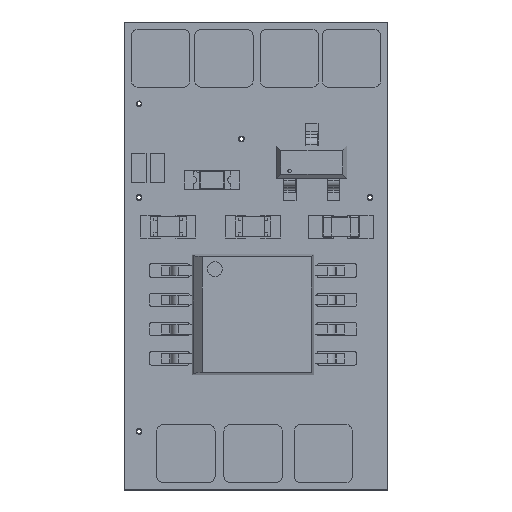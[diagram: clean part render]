
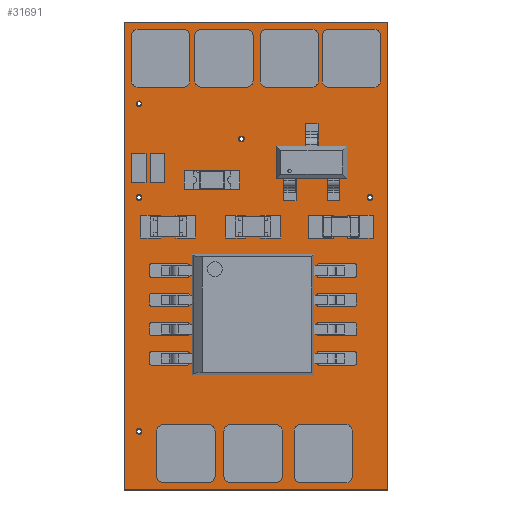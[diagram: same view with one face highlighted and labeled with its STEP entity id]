
A CAD part, top view. The second image highlights one B-rep face of the part: STEP entity #31691.
In plain terms, the highlighted planar face has unit normal (0, 0, 1).
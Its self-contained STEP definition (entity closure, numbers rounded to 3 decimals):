
#562=FACE_BOUND('',#5050,.T.);
#563=FACE_BOUND('',#5051,.T.);
#564=FACE_BOUND('',#5052,.T.);
#565=FACE_BOUND('',#5053,.T.);
#566=FACE_BOUND('',#5054,.T.);
#567=FACE_BOUND('',#5055,.T.);
#568=FACE_BOUND('',#5056,.T.);
#1716=PLANE('',#33985);
#3291=FACE_OUTER_BOUND('',#5049,.T.);
#5049=EDGE_LOOP('',(#28414,#28415,#28416,#28417));
#5050=EDGE_LOOP('',(#28418));
#5051=EDGE_LOOP('',(#28419));
#5052=EDGE_LOOP('',(#28420));
#5053=EDGE_LOOP('',(#28421));
#5054=EDGE_LOOP('',(#28422));
#5055=EDGE_LOOP('',(#28423));
#5056=EDGE_LOOP('',(#28424));
#8663=LINE('',#50337,#12569);
#8666=LINE('',#50343,#12572);
#8669=LINE('',#50349,#12575);
#8672=LINE('',#50353,#12578);
#12569=VECTOR('',#41180,10.);
#12572=VECTOR('',#41185,10.);
#12575=VECTOR('',#41190,10.);
#12578=VECTOR('',#41195,10.);
#13615=CIRCLE('',#33962,0.127);
#13617=CIRCLE('',#33965,0.127);
#13619=CIRCLE('',#33968,0.127);
#13621=CIRCLE('',#33971,0.127);
#13623=CIRCLE('',#33974,0.127);
#13625=CIRCLE('',#33977,0.127);
#13627=CIRCLE('',#33980,0.127);
#16183=VERTEX_POINT('',#50291);
#16185=VERTEX_POINT('',#50297);
#16187=VERTEX_POINT('',#50303);
#16189=VERTEX_POINT('',#50309);
#16191=VERTEX_POINT('',#50315);
#16193=VERTEX_POINT('',#50321);
#16195=VERTEX_POINT('',#50327);
#16198=VERTEX_POINT('',#50334);
#16199=VERTEX_POINT('',#50336);
#16201=VERTEX_POINT('',#50342);
#16203=VERTEX_POINT('',#50348);
#20330=EDGE_CURVE('',#16183,#16183,#13615,.T.);
#20333=EDGE_CURVE('',#16185,#16185,#13617,.T.);
#20336=EDGE_CURVE('',#16187,#16187,#13619,.T.);
#20339=EDGE_CURVE('',#16189,#16189,#13621,.T.);
#20342=EDGE_CURVE('',#16191,#16191,#13623,.T.);
#20345=EDGE_CURVE('',#16193,#16193,#13625,.T.);
#20348=EDGE_CURVE('',#16195,#16195,#13627,.T.);
#20351=EDGE_CURVE('',#16199,#16198,#8663,.T.);
#20354=EDGE_CURVE('',#16201,#16199,#8666,.T.);
#20357=EDGE_CURVE('',#16203,#16201,#8669,.T.);
#20360=EDGE_CURVE('',#16198,#16203,#8672,.T.);
#28414=ORIENTED_EDGE('',*,*,#20360,.T.);
#28415=ORIENTED_EDGE('',*,*,#20357,.T.);
#28416=ORIENTED_EDGE('',*,*,#20354,.T.);
#28417=ORIENTED_EDGE('',*,*,#20351,.T.);
#28418=ORIENTED_EDGE('',*,*,#20330,.T.);
#28419=ORIENTED_EDGE('',*,*,#20333,.T.);
#28420=ORIENTED_EDGE('',*,*,#20336,.T.);
#28421=ORIENTED_EDGE('',*,*,#20339,.T.);
#28422=ORIENTED_EDGE('',*,*,#20342,.T.);
#28423=ORIENTED_EDGE('',*,*,#20345,.T.);
#28424=ORIENTED_EDGE('',*,*,#20348,.T.);
#31691=ADVANCED_FACE('',(#3291,#562,#563,#564,#565,#566,#567,#568),#1716,
 .T.);
#33962=AXIS2_PLACEMENT_3D('',#50293,#41132,#41133);
#33965=AXIS2_PLACEMENT_3D('',#50299,#41139,#41140);
#33968=AXIS2_PLACEMENT_3D('',#50305,#41146,#41147);
#33971=AXIS2_PLACEMENT_3D('',#50311,#41153,#41154);
#33974=AXIS2_PLACEMENT_3D('',#50317,#41160,#41161);
#33977=AXIS2_PLACEMENT_3D('',#50323,#41167,#41168);
#33980=AXIS2_PLACEMENT_3D('',#50329,#41174,#41175);
#33985=AXIS2_PLACEMENT_3D('',#50354,#41196,#41197);
#41132=DIRECTION('center_axis',(0.,0.,-1.));
#41133=DIRECTION('ref_axis',(1.,0.,0.));
#41139=DIRECTION('center_axis',(0.,0.,-1.));
#41140=DIRECTION('ref_axis',(1.,0.,0.));
#41146=DIRECTION('center_axis',(0.,0.,-1.));
#41147=DIRECTION('ref_axis',(1.,0.,0.));
#41153=DIRECTION('center_axis',(0.,0.,-1.));
#41154=DIRECTION('ref_axis',(1.,0.,0.));
#41160=DIRECTION('center_axis',(0.,0.,-1.));
#41161=DIRECTION('ref_axis',(1.,0.,0.));
#41167=DIRECTION('center_axis',(0.,0.,-1.));
#41168=DIRECTION('ref_axis',(1.,0.,0.));
#41174=DIRECTION('center_axis',(0.,0.,-1.));
#41175=DIRECTION('ref_axis',(1.,0.,0.));
#41180=DIRECTION('',(-1.,0.,0.));
#41185=DIRECTION('',(0.,1.,0.));
#41190=DIRECTION('',(1.,0.,0.));
#41195=DIRECTION('',(0.,-1.,0.));
#41196=DIRECTION('center_axis',(0.,0.,1.));
#41197=DIRECTION('ref_axis',(1.,0.,0.));
#50291=CARTESIAN_POINT('',(4.953,6.35,0.08));
#50293=CARTESIAN_POINT('Origin',(5.08,6.35,0.08));
#50297=CARTESIAN_POINT('',(1.27,2.54,0.08));
#50299=CARTESIAN_POINT('Origin',(1.397,2.54,0.08));
#50303=CARTESIAN_POINT('',(1.27,12.7,0.08));
#50305=CARTESIAN_POINT('Origin',(1.397,12.7,0.08));
#50309=CARTESIAN_POINT('',(7.62,7.874,0.08));
#50311=CARTESIAN_POINT('Origin',(7.747,7.874,0.08));
#50315=CARTESIAN_POINT('',(11.303,12.7,0.08));
#50317=CARTESIAN_POINT('Origin',(11.43,12.7,0.08));
#50321=CARTESIAN_POINT('',(1.27,16.764,0.08));
#50323=CARTESIAN_POINT('Origin',(1.397,16.764,0.08));
#50327=CARTESIAN_POINT('',(5.715,15.24,0.08));
#50329=CARTESIAN_POINT('Origin',(5.842,15.24,0.08));
#50334=CARTESIAN_POINT('',(0.762,20.32,0.08));
#50336=CARTESIAN_POINT('',(12.192,20.32,0.08));
#50337=CARTESIAN_POINT('',(12.192,20.32,0.08));
#50342=CARTESIAN_POINT('',(12.192,0.,0.08));
#50343=CARTESIAN_POINT('',(12.192,0.,0.08));
#50348=CARTESIAN_POINT('',(0.762,0.,0.08));
#50349=CARTESIAN_POINT('',(0.762,0.,0.08));
#50353=CARTESIAN_POINT('',(0.762,20.32,0.08));
#50354=CARTESIAN_POINT('Origin',(6.477,10.16,0.08));
